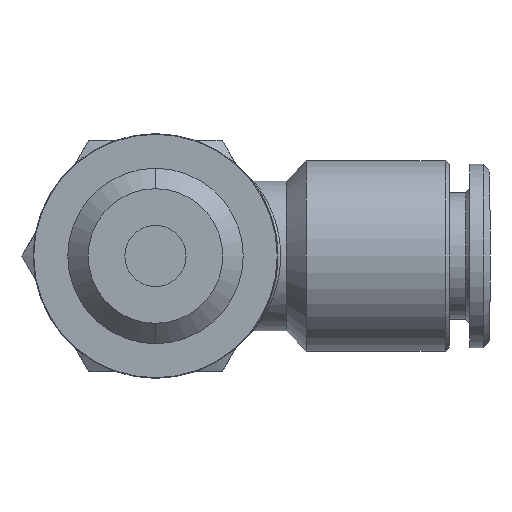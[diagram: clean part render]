
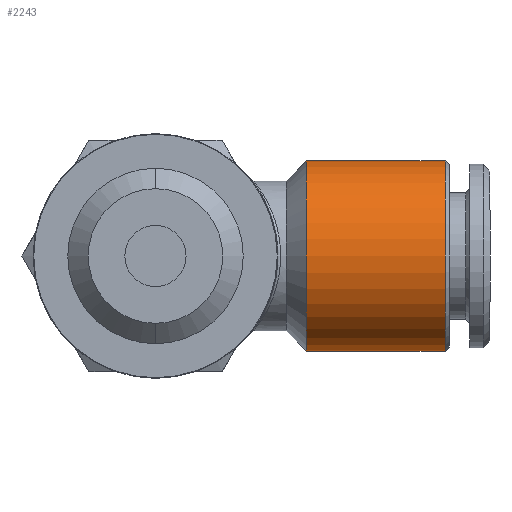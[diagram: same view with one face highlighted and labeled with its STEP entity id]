
A CAD part, front view. The second image highlights one B-rep face of the part: STEP entity #2243.
In plain terms, the highlighted cylindrical face has radius 7 mm (diameter 14 mm), a partial arc.
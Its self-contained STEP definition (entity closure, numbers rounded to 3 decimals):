
#12 = DIRECTION ( 'NONE',  ( -1., 0., 0. ) ) ;
#13 = VECTOR ( 'NONE', #12, 1000. ) ;
#14 = CARTESIAN_POINT ( 'NONE',  ( -5.577, 17.2, -7. ) ) ;
#15 = LINE ( 'NONE', #14, #13 ) ;
#36 = CARTESIAN_POINT ( 'NONE',  ( 11.1, 17.2, 7. ) ) ;
#37 = LINE ( 'NONE', #46, #38 ) ;
#38 = VECTOR ( 'NONE', #39, 1000. ) ;
#39 = DIRECTION ( 'NONE',  ( -1., 0., 0. ) ) ;
#46 = CARTESIAN_POINT ( 'NONE',  ( -5.577, 17.2, 7. ) ) ;
#47 = CARTESIAN_POINT ( 'NONE',  ( 11.1, 17.2, -7. ) ) ;
#64 = CARTESIAN_POINT ( 'NONE',  ( 21.3, 17.2, 7. ) ) ;
#65 = CARTESIAN_POINT ( 'NONE',  ( 21.3, 17.2, -7. ) ) ;
#1047 = AXIS2_PLACEMENT_3D ( 'NONE', #1050, #1072, #1062 ) ;
#1050 = CARTESIAN_POINT ( 'NONE',  ( 21.3, 17.2, 0. ) ) ;
#1062 = DIRECTION ( 'NONE',  ( 0., 0., 1. ) ) ;
#1072 = DIRECTION ( 'NONE',  ( -1., 0., 0. ) ) ;
#1612 = CIRCLE ( 'NONE', #1047, 7. ) ;
#1863 = ORIENTED_EDGE ( 'NONE', *, *, #1864, .T. ) ;
#1864 = EDGE_CURVE ( 'NONE', #1990, #1991, #1612, .T. ) ;
#1976 = EDGE_CURVE ( 'NONE', #1990, #1977, #15, .T. ) ;
#1977 = VERTEX_POINT ( 'NONE', #47 ) ;
#1978 = VERTEX_POINT ( 'NONE', #36 ) ;
#1980 = EDGE_CURVE ( 'NONE', #1991, #1978, #37, .T. ) ;
#1990 = VERTEX_POINT ( 'NONE', #65 ) ;
#1991 = VERTEX_POINT ( 'NONE', #64 ) ;
#1995 = ORIENTED_EDGE ( 'NONE', *, *, #2241, .F. ) ;
#2023 = ORIENTED_EDGE ( 'NONE', *, *, #1980, .T. ) ;
#2233 = ORIENTED_EDGE ( 'NONE', *, *, #1976, .F. ) ;
#2239 = EDGE_LOOP ( 'NONE', ( #2233, #1863, #2023, #1995 ) ) ;
#2241 = EDGE_CURVE ( 'NONE', #1977, #1978, #3528, .T. ) ;
#2243 = ADVANCED_FACE ( 'NONE', ( #3520 ), #3522, .T. ) ;
#3512 = DIRECTION ( 'NONE',  ( 0., 0., 1. ) ) ;
#3520 = FACE_OUTER_BOUND ( 'NONE', #2239, .T. ) ;
#3521 = CARTESIAN_POINT ( 'NONE',  ( -5.577, 17.2, 0. ) ) ;
#3522 = CYLINDRICAL_SURFACE ( 'NONE', #3531, 7. ) ;
#3523 = DIRECTION ( 'NONE',  ( 0., 0., 1. ) ) ;
#3525 = DIRECTION ( 'NONE',  ( -1., 0., 0. ) ) ;
#3526 = CARTESIAN_POINT ( 'NONE',  ( 11.1, 17.2, 0. ) ) ;
#3527 = AXIS2_PLACEMENT_3D ( 'NONE', #3526, #3525, #3523 ) ;
#3528 = CIRCLE ( 'NONE', #3527, 7. ) ;
#3530 = DIRECTION ( 'NONE',  ( -1., 0., 0. ) ) ;
#3531 = AXIS2_PLACEMENT_3D ( 'NONE', #3521, #3530, #3512 ) ;
